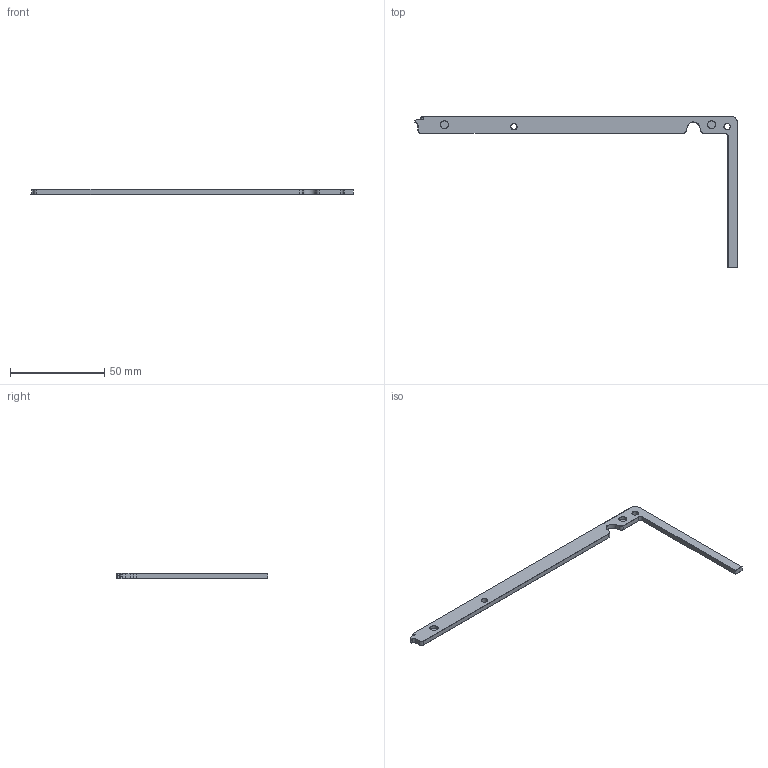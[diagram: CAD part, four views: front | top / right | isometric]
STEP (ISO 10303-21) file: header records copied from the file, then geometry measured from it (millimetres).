
FILE_DESCRIPTION(/* description */ (''),/* implementation_level */ '2;1');
FILE_NAME(/* name */ 'No1A_RightAccent.step',/* time_stamp */ '2025-04-03T22:12:24-04:00',/* author */ (''),/* organization */ (''),/* preprocessor_version */ 'ST-DEVELOPER v20.1',/* originating_system */ 'Autodesk Translation Framework v14.4.0.0',/* authorisation */ '');
FILE_SCHEMA (('AUTOMOTIVE_DESIGN { 1 0 10303 214 3 1 1 }'));
Length unit declared in the file: millimetre
Products named in the file (1): ICM No.1/A
Bounding box: 170.81 x 80.09 x 2.65 mm (x, y, z)
Volume: 4647 mm3; surface area: 5126.1 mm2
Topology: 1 solids, 1 shells, 88 faces, 201 edges, 118 vertices
Faces by surface type: plane 46, cone 21, cylinder 16, bspline 5
Full cylindrical faces by diameter (mm): 3.2 x2, 4.1 x2
Entity records: 2754 total; most frequent: CARTESIAN_POINT 783, ORIENTED_EDGE 402, DIRECTION 397, EDGE_CURVE 201, AXIS2_PLACEMENT_3D 134, LINE 129, VECTOR 129, VERTEX_POINT 118
